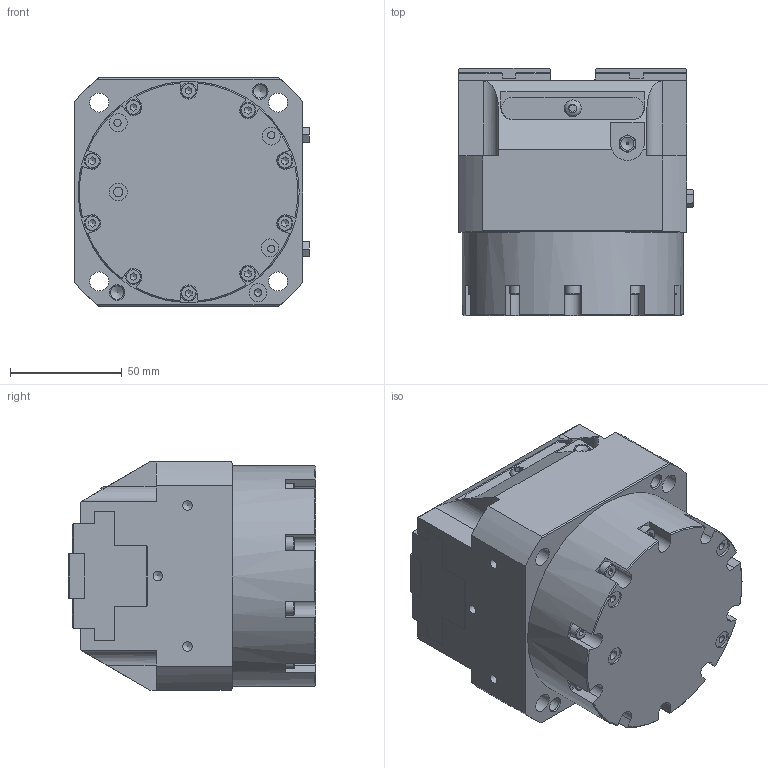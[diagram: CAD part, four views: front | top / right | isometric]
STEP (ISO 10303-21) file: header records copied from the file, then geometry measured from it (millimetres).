
FILE_DESCRIPTION(/* description */ (''),/* implementation_level */ '2;1');
FILE_NAME(/* name */ 'CFB 100 MA C1 BC.stp',/* time_stamp */ '2020-07-07T15:44:55+02:00',/* author */ ('Emilio'),/* organization */ (''),/* preprocessor_version */ 'ST-DEVELOPER v17.2',/* originating_system */ 'Autodesk Inventor 2019',/* authorisation */ '');
FILE_SCHEMA (('AUTOMOTIVE_DESIGN { 1 0 10303 214 3 1 1 }'));
Length unit declared in the file: millimetre
Products named in the file (7): CFB 100 MA C1; Corpo; Griffa C1; Mascherina-NO SENS; VTB M4; CFB-100-MC-MA-FONDELLO; ISO 4762 - M4 x 40ISO
Assembly tree (16 placements, depth 2):
  CFB 100 MA C1
    Corpo
    Griffa C1  x2
    Mascherina-NO SENS
    VTB M4
    CFB-100-MC-MA-FONDELLO
    ISO 4762 - M4 x 40ISO  x10
Bounding box: 105 x 110.6 x 102 mm (x, y, z)
Volume: 887967.7 mm3; surface area: 123616 mm2
Topology: 16 solids, 16 shells, 657 faces, 1832 edges, 1243 vertices
Faces by surface type: plane 388, cylinder 149, cone 95, torus 20, sphere 4, bspline 1
Full cylindrical faces by diameter (mm): 2.459 x2, 3.242 x4, 3.3 x3, 4 x13, 4.134 x1, 4.2 x18, 4.917 x20, 6 x2, 7 x10, 7.6 x1, 8 x7, 8.5 x4, 9 x2, 12 x1, 15 x1, 98.8 x1
Entity records: 13977 total; most frequent: CARTESIAN_POINT 2621, DIRECTION 2351, ORIENTED_EDGE 2272, EDGE_CURVE 1136, AXIS2_PLACEMENT_3D 851, VERTEX_POINT 786, LINE 649, VECTOR 649
